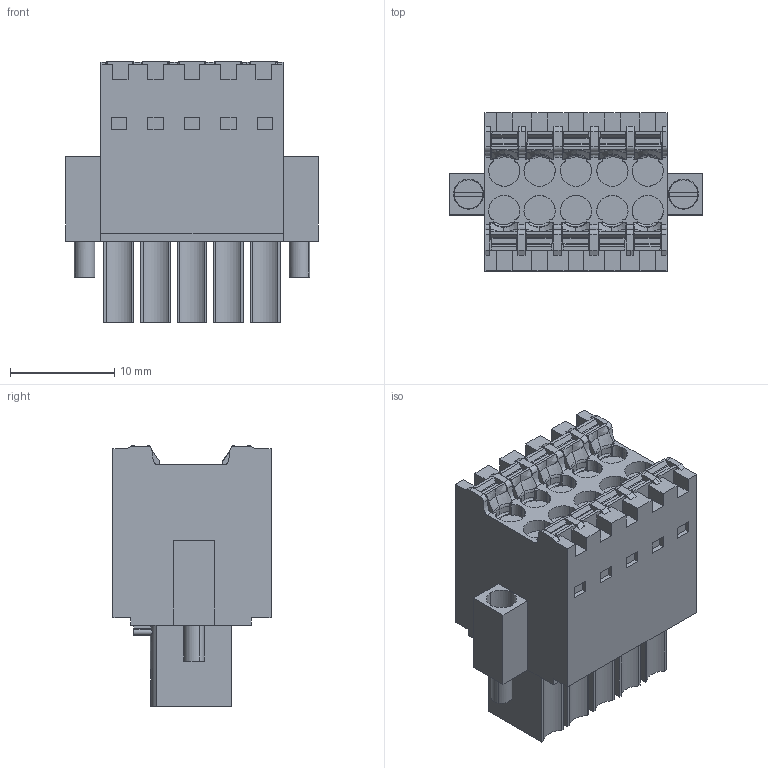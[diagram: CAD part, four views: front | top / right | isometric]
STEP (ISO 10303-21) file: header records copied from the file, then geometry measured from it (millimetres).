
FILE_DESCRIPTION(('CATIA V5 STEP','CAx-IF Rec.Pracs.--- Model Styling and Organization---1.4--- 2014-01-23'),'2;1');
FILE_NAME ('D1450473_1', '2023-08-22T06:46:43+00:00', ('none'), ('Weidmueller'), 'CATIA Version 5-6 Release 2016 SP3 HF44', 'CATIA V5 STEP AP214', 'none');
FILE_SCHEMA(('AUTOMOTIVE_DESIGN { 1 0 10303 214 1 1 1 1 }'));
Length unit declared in the file: millimetre
Products named in the file (1): 1277890000
Bounding box: 24.25 x 15.2 x 25.05 mm (x, y, z)
Volume: 5068 mm3; surface area: 3805.2 mm2
Topology: 13 solids, 13 shells, 750 faces, 2154 edges, 1459 vertices
Faces by surface type: plane 491, cylinder 107, torus 59, extrusion 53, cone 20, bspline 20
Entity records: 25930 total; most frequent: CARTESIAN_POINT 7916, ORIENTED_EDGE 4308, DIRECTION 2721, EDGE_CURVE 2154, VECTOR 1557, LINE 1504, VERTEX_POINT 1459, EDGE_LOOP 783
